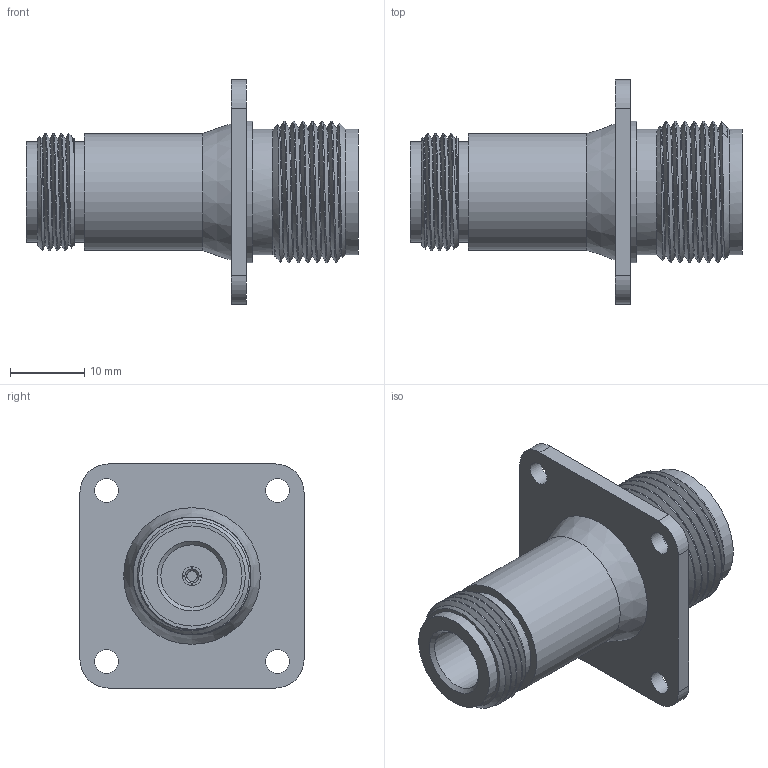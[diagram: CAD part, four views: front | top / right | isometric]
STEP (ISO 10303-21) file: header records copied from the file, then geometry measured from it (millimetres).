
FILE_DESCRIPTION (( 'STEP AP203' ), '1' );
FILE_NAME ('PE9553_3D.step', '2021-04-26T14:46:28', ( '' ), ( '' ), 'SwSTEP 2.0', 'SolidWorks 2020', '' );
FILE_SCHEMA (( 'CONFIG_CONTROL_DESIGN' ));
Length unit declared in the file: inch
Products named in the file (1): PE9553_3D
Bounding box: 44.7 x 30.18 x 30.18 mm (x, y, z)
Volume: 8352.4 mm3; surface area: 6139.6 mm2
Topology: 1 solids, 1 shells, 104 faces, 270 edges, 179 vertices
Faces by surface type: plane 49, cylinder 28, cone 21, bspline 6
Full cylindrical faces by diameter (mm): 1.397 x1, 2.54 x1, 2.886 x1, 3.175 x4, 8.382 x1, 13.47 x2, 15.723 x1, 16.942 x2, 19.019 x1
Entity records: 5590 total; most frequent: CARTESIAN_POINT 3302, ORIENTED_EDGE 452, DIRECTION 438, EDGE_CURVE 226, AXIS2_PLACEMENT_3D 183, VERTEX_POINT 162, EDGE_LOOP 142, FACE_OUTER_BOUND 114
